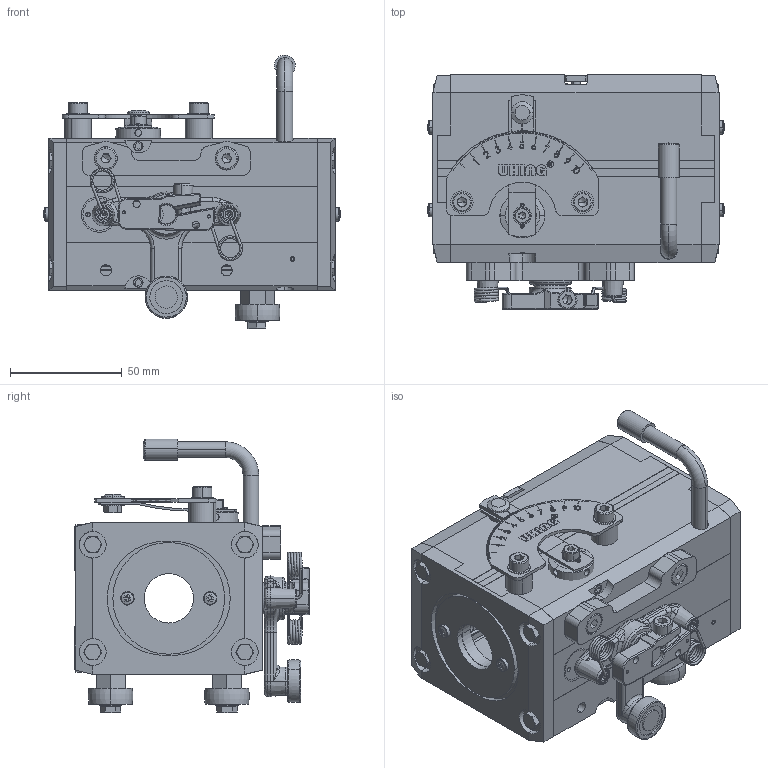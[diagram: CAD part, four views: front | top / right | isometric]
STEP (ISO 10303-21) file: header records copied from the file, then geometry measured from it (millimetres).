
FILE_DESCRIPTION (( 'STEP AP214' ), '1' );
FILE_NAME ('524222070_links.STEP', '2019-10-17T13:11:33', ( '' ), ( '' ), 'SwSTEP 2.0', 'SolidWorks 2019', '' );
FILE_SCHEMA (( 'AUTOMOTIVE_DESIGN' ));
Length unit declared in the file: millimetre
Products named in the file (1): 524222070_links
Bounding box: 132.74 x 104.8 x 122.39 mm (x, y, z)
Volume: 335092.5 mm3; surface area: 188054.4 mm2
Topology: 85 solids, 85 shells, 3699 faces, 9663 edges, 6192 vertices
Faces by surface type: plane 1839, cylinder 1133, cone 322, bspline 181, torus 160, sphere 64
Entity records: 168225 total; most frequent: CARTESIAN_POINT 36591, ORIENTED_EDGE 19062, DIRECTION 18391, EDGE_CURVE 9531, AXIS2_PLACEMENT_3D 6602, VERTEX_POINT 6146, LINE 5187, VECTOR 5187
